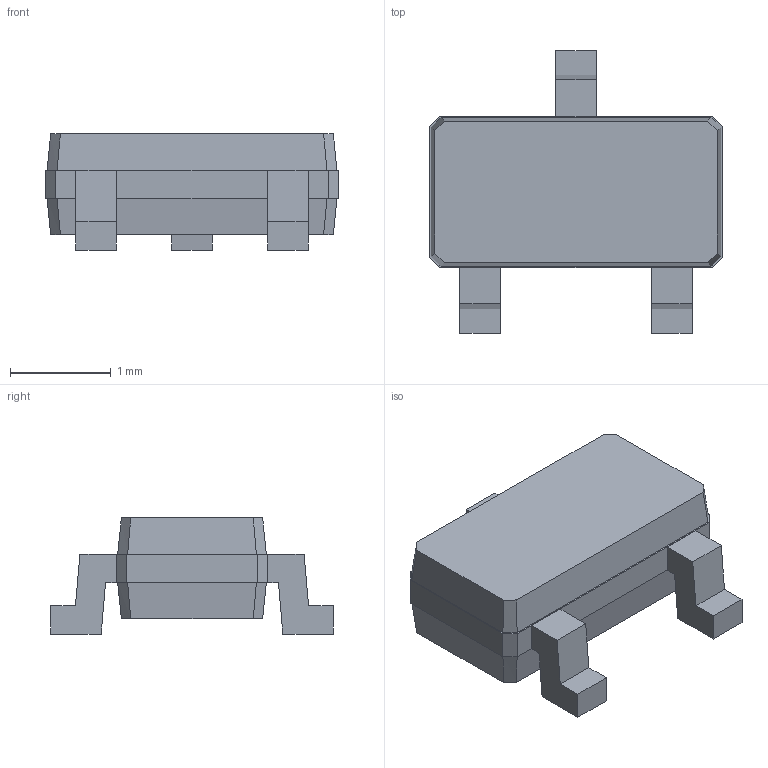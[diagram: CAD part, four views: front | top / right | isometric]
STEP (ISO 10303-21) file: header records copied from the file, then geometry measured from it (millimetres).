
FILE_DESCRIPTION(('FreeCAD Model'),'2;1');
FILE_NAME('Open CASCADE Shape Model','2025-01-20T14:51:40',(''),(''), 'Open CASCADE STEP processor 7.8','FreeCAD','Unknown');
FILE_SCHEMA(('AUTOMOTIVE_DESIGN { 1 0 10303 214 1 1 1 1 }'));
Length unit declared in the file: millimetre
Products named in the file (4): sot23; Matrix_Union; Matrix_Union001; LinearExtrude003
Assembly tree (3 placements, depth 2):
  sot23
    Matrix_Union
    Matrix_Union001
    LinearExtrude003
Bounding box: 2.9 x 2.8 x 1.15 mm (x, y, z)
Volume: 4.5 mm3; surface area: 21.7 mm2
Topology: 4 solids, 4 shells, 58 faces, 144 edges, 96 vertices
Faces by surface type: plane 48, bspline 10
Entity records: 1748 total; most frequent: CARTESIAN_POINT 372, ORIENTED_EDGE 288, DIRECTION 208, EDGE_CURVE 144, LINE 104, VECTOR 104, VERTEX_POINT 96, FACE_BOUND 60
